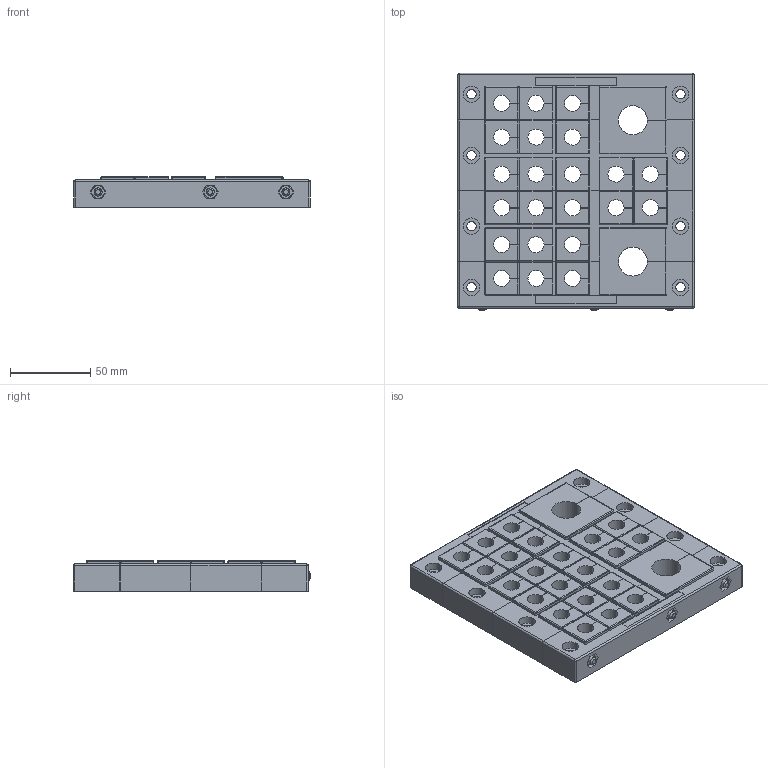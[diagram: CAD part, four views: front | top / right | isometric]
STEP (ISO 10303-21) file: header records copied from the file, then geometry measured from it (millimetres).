
FILE_DESCRIPTION(('STEP AP242'),'1');
FILE_NAME('42227.stp','2020-06-03T12:43:56',('TraceParts'),('TraceParts S.A.'),'Spatial InterOp 3D',' ',' ');
FILE_SCHEMA(('AP242_MANAGED_MODEL_BASED_3D_ENGINEERING_MIM_LF {1 0 10303 442 1 1 4}'));
Length unit declared in the file: millimetre
Products named in the file (1): 42227_1
Bounding box: 147 x 147.5 x 19 mm (x, y, z)
Volume: 384731.8 mm3; surface area: 169382.5 mm2
Topology: 34 solids, 34 shells, 1142 faces, 2874 edges, 1718 vertices
Faces by surface type: plane 616, cylinder 386, sphere 104, cone 30, torus 6
Entity records: 33271 total; most frequent: CARTESIAN_POINT 5898, DIRECTION 5846, ORIENTED_EDGE 5540, EDGE_CURVE 2770, AXIS2_PLACEMENT_3D 1954, LINE 1938, VECTOR 1938, VERTEX_POINT 1718
